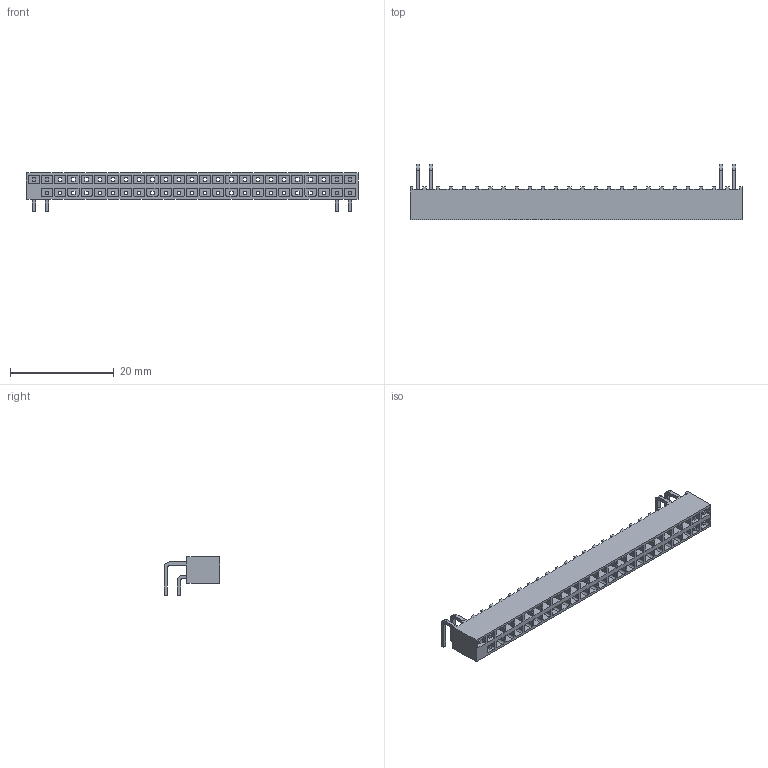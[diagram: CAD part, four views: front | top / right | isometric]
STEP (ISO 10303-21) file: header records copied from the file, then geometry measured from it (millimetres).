
FILE_DESCRIPTION(/* description */ (''),/* implementation_level */ '2;1');
FILE_NAME(/* name */ 'SAMTEC_IPT1-125-01-S-D-RA-PL.stp',/* time_stamp */ '2016-11-22T14:23:49+01:00',/* author */ ('riccim'),/* organization */ ('SolidWorks'),/* preprocessor_version */ 'ST-DEVELOPER v15.5',/* originating_system */ 'AutoCAD Mechanical',/* authorisation */ ' ');
FILE_SCHEMA (('AUTOMOTIVE_DESIGN { 1 0 10303 214 3 1 1 }'));
Length unit declared in the file: millimetre
Products named in the file (1): Product
Bounding box: 64.01 x 10.73 x 7.37 mm (x, y, z)
Volume: 1265.4 mm3; surface area: 3470.7 mm2
Topology: 5 solids, 5 shells, 792 faces, 2196 edges, 1464 vertices
Faces by surface type: plane 730, cylinder 62
Entity records: 25115 total; most frequent: CARTESIAN_POINT 4453, ORIENTED_EDGE 4392, DIRECTION 3906, EDGE_CURVE 2196, LINE 2072, VECTOR 2072, VERTEX_POINT 1464, EDGE_LOOP 940
